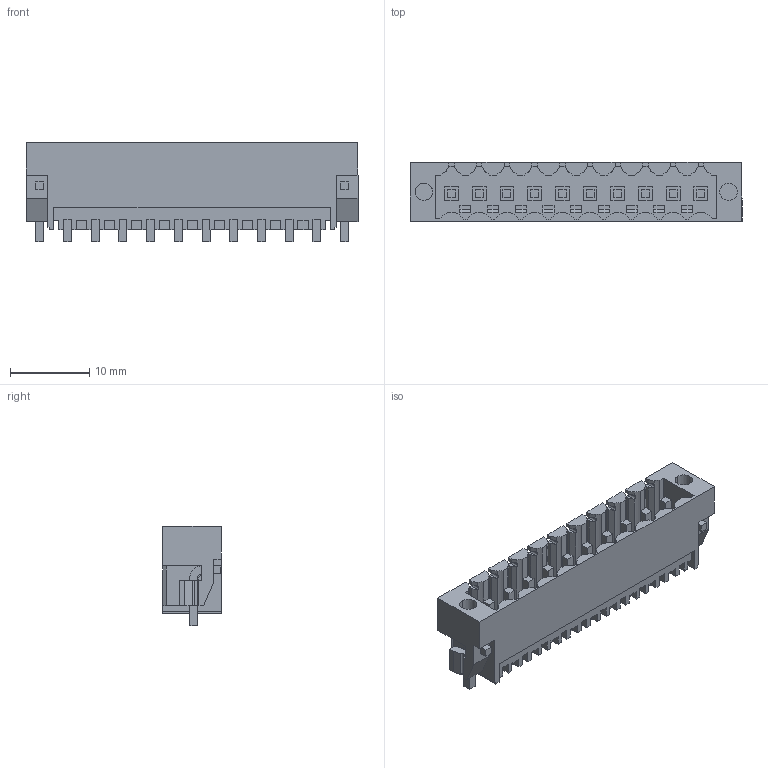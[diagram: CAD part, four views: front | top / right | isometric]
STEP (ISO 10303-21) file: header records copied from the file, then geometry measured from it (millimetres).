
FILE_DESCRIPTION(('CATIA V5 STEP Exchange','CAx-IF Rec.Pracs.--- Model Styling and Organization---1.2---2011-12-15'),'2;1');
FILE_NAME ('D1459561_0_1936340000_1936340000.stp','2018-03-20T09:29:55+00:00',('none'),('Weidmueller'),'CATIA Version 5-6 Release 2014','CATIA V5 STEP AP214','none');
FILE_SCHEMA(('AUTOMOTIVE_DESIGN { 1 0 10303 214 1 1 1 1 }'));
Length unit declared in the file: millimetre
Products named in the file (1): 1936340000
Bounding box: 41.95 x 7.45 x 12.55 mm (x, y, z)
Volume: 1452.1 mm3; surface area: 3765.8 mm2
Topology: 13 solids, 13 shells, 849 faces, 2493 edges, 1691 vertices
Faces by surface type: plane 767, cylinder 82
Entity records: 26917 total; most frequent: ORIENTED_EDGE 4986, CARTESIAN_POINT 4962, DIRECTION 3407, EDGE_CURVE 2493, VECTOR 2289, LINE 2289, VERTEX_POINT 1691, EDGE_LOOP 894
